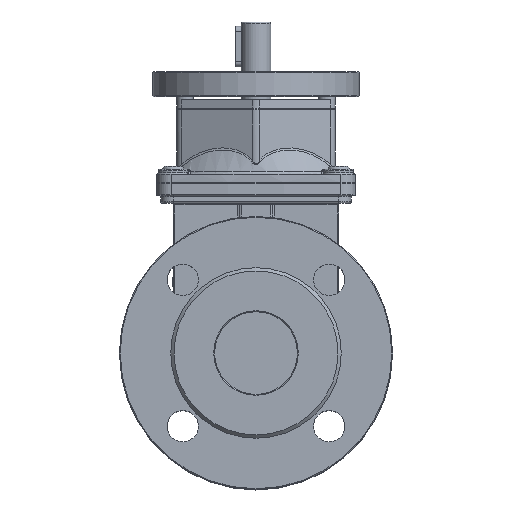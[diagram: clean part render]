
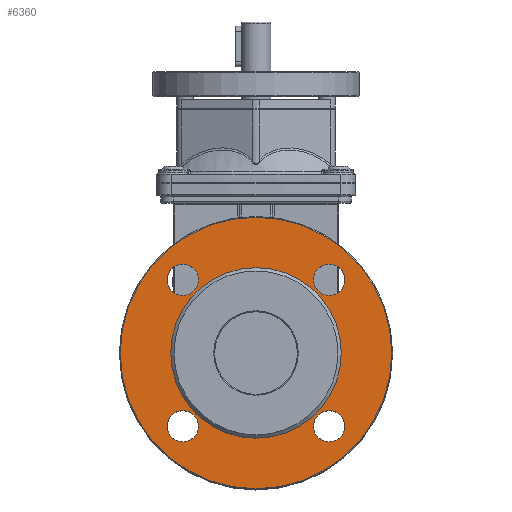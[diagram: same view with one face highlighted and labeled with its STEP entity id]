
A CAD part, top view. The second image highlights one B-rep face of the part: STEP entity #6360.
In plain terms, the highlighted planar face has unit normal (0, 0, 1).
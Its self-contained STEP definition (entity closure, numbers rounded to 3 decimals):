
#224=FACE_BOUND('',#1129,.T.);
#225=FACE_BOUND('',#1130,.T.);
#226=FACE_BOUND('',#1131,.T.);
#227=FACE_BOUND('',#1132,.T.);
#228=FACE_BOUND('',#1133,.T.);
#355=PLANE('',#7067);
#707=FACE_OUTER_BOUND('',#1128,.T.);
#1128=EDGE_LOOP('',(#5476));
#1129=EDGE_LOOP('',(#5477));
#1130=EDGE_LOOP('',(#5478));
#1131=EDGE_LOOP('',(#5479));
#1132=EDGE_LOOP('',(#5480));
#1133=EDGE_LOOP('',(#5481));
#1471=CIRCLE('',#7063,82.);
#1474=CIRCLE('',#7068,51.5);
#1475=CIRCLE('',#7069,9.5);
#1476=CIRCLE('',#7070,9.5);
#1477=CIRCLE('',#7071,9.5);
#1478=CIRCLE('',#7072,9.5);
#2899=VERTEX_POINT('',#13977);
#2902=VERTEX_POINT('',#13987);
#2903=VERTEX_POINT('',#13989);
#2904=VERTEX_POINT('',#13991);
#2905=VERTEX_POINT('',#13993);
#2906=VERTEX_POINT('',#13995);
#3761=EDGE_CURVE('',#2899,#2899,#1471,.T.);
#3765=EDGE_CURVE('',#2902,#2902,#1474,.T.);
#3766=EDGE_CURVE('',#2903,#2903,#1475,.T.);
#3767=EDGE_CURVE('',#2904,#2904,#1476,.T.);
#3768=EDGE_CURVE('',#2905,#2905,#1477,.T.);
#3769=EDGE_CURVE('',#2906,#2906,#1478,.T.);
#5476=ORIENTED_EDGE('',*,*,#3761,.F.);
#5477=ORIENTED_EDGE('',*,*,#3765,.F.);
#5478=ORIENTED_EDGE('',*,*,#3766,.F.);
#5479=ORIENTED_EDGE('',*,*,#3767,.F.);
#5480=ORIENTED_EDGE('',*,*,#3768,.F.);
#5481=ORIENTED_EDGE('',*,*,#3769,.F.);
#6360=ADVANCED_FACE('',(#707,#224,#225,#226,#227,#228),#355,.F.);
#7063=AXIS2_PLACEMENT_3D('',#13979,#8622,#8623);
#7067=AXIS2_PLACEMENT_3D('',#13986,#8631,#8632);
#7068=AXIS2_PLACEMENT_3D('',#13988,#8633,#8634);
#7069=AXIS2_PLACEMENT_3D('',#13990,#8635,#8636);
#7070=AXIS2_PLACEMENT_3D('',#13992,#8637,#8638);
#7071=AXIS2_PLACEMENT_3D('',#13994,#8639,#8640);
#7072=AXIS2_PLACEMENT_3D('',#13996,#8641,#8642);
#8622=DIRECTION('center_axis',(0.,0.,-1.));
#8623=DIRECTION('ref_axis',(1.,0.,0.));
#8631=DIRECTION('center_axis',(0.,0.,-1.));
#8632=DIRECTION('ref_axis',(-1.,0.,0.));
#8633=DIRECTION('center_axis',(0.,0.,1.));
#8634=DIRECTION('ref_axis',(-1.,0.,0.));
#8635=DIRECTION('center_axis',(0.,0.,1.));
#8636=DIRECTION('ref_axis',(1.,0.,0.));
#8637=DIRECTION('center_axis',(0.,0.,1.));
#8638=DIRECTION('ref_axis',(1.,0.,0.));
#8639=DIRECTION('center_axis',(0.,0.,1.));
#8640=DIRECTION('ref_axis',(1.,0.,0.));
#8641=DIRECTION('center_axis',(0.,0.,1.));
#8642=DIRECTION('ref_axis',(1.,0.,0.));
#13977=CARTESIAN_POINT('',(-82.,0.,0.));
#13979=CARTESIAN_POINT('Origin',(0.,0.,0.));
#13986=CARTESIAN_POINT('Origin',(0.,0.,0.));
#13987=CARTESIAN_POINT('',(51.5,0.,0.));
#13988=CARTESIAN_POINT('Origin',(0.,0.,0.));
#13989=CARTESIAN_POINT('',(-53.694,-44.194,0.));
#13990=CARTESIAN_POINT('Origin',(-44.194,-44.194,0.));
#13991=CARTESIAN_POINT('',(34.694,-44.194,0.));
#13992=CARTESIAN_POINT('Origin',(44.194,-44.194,0.));
#13993=CARTESIAN_POINT('',(34.694,44.194,0.));
#13994=CARTESIAN_POINT('Origin',(44.194,44.194,0.));
#13995=CARTESIAN_POINT('',(-53.694,44.194,0.));
#13996=CARTESIAN_POINT('Origin',(-44.194,44.194,0.));
